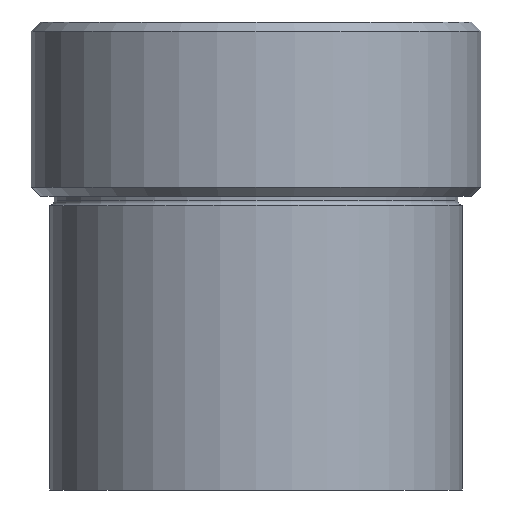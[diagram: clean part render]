
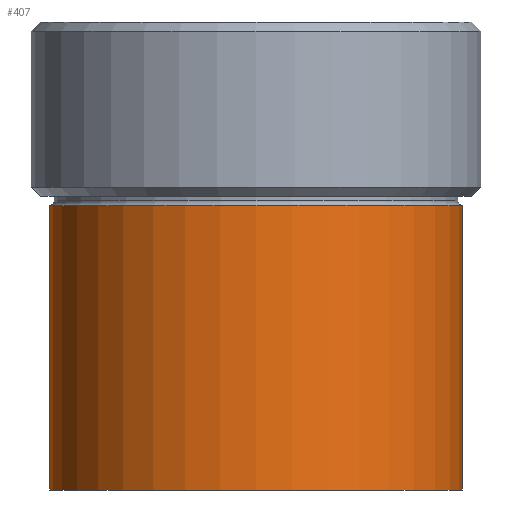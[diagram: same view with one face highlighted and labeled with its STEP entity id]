
A CAD part, front view. The second image highlights one B-rep face of the part: STEP entity #407.
In plain terms, the highlighted cylindrical face has radius 22.5 mm (diameter 45 mm), a partial arc.
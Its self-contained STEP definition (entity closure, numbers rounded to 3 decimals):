
#13 = CARTESIAN_POINT ( 'NONE',  ( -22.5, 0., -51. ) ) ;
#14 = FACE_OUTER_BOUND ( 'NONE', #509, .T. ) ;
#21 = CARTESIAN_POINT ( 'NONE',  ( -22.5, 0., -20. ) ) ;
#26 = ORIENTED_EDGE ( 'NONE', *, *, #170, .F. ) ;
#33 = DIRECTION ( 'NONE',  ( 0., 0., 1. ) ) ;
#53 = VERTEX_POINT ( 'NONE', #21 ) ;
#90 = EDGE_CURVE ( 'NONE', #377, #110, #476, .T. ) ;
#110 = VERTEX_POINT ( 'NONE', #484 ) ;
#122 = CARTESIAN_POINT ( 'NONE',  ( 22.5, 0., 0. ) ) ;
#127 = AXIS2_PLACEMENT_3D ( 'NONE', #527, #279, #285 ) ;
#167 = LINE ( 'NONE', #122, #530 ) ;
#170 = EDGE_CURVE ( 'NONE', #377, #53, #238, .T. ) ;
#185 = ORIENTED_EDGE ( 'NONE', *, *, #226, .T. ) ;
#226 = EDGE_CURVE ( 'NONE', #110, #464, #167, .T. ) ;
#227 = CARTESIAN_POINT ( 'NONE',  ( 0., 0., 0. ) ) ;
#238 = LINE ( 'NONE', #398, #252 ) ;
#240 = AXIS2_PLACEMENT_3D ( 'NONE', #422, #462, #330 ) ;
#246 = DIRECTION ( 'NONE',  ( 0., 0., 1. ) ) ;
#248 = EDGE_CURVE ( 'NONE', #53, #464, #307, .T. ) ;
#252 = VECTOR ( 'NONE', #246, 1000. ) ;
#279 = DIRECTION ( 'NONE',  ( 0., 0., 1. ) ) ;
#285 = DIRECTION ( 'NONE',  ( 1., 0., 0. ) ) ;
#307 = CIRCLE ( 'NONE', #240, 22.5 ) ;
#312 = DIRECTION ( 'NONE',  ( 1., 0., 0. ) ) ;
#319 = ORIENTED_EDGE ( 'NONE', *, *, #90, .T. ) ;
#330 = DIRECTION ( 'NONE',  ( 1., 0., 0. ) ) ;
#342 = CYLINDRICAL_SURFACE ( 'NONE', #450, 22.5 ) ;
#349 = DIRECTION ( 'NONE',  ( 0., 0., 1. ) ) ;
#355 = ORIENTED_EDGE ( 'NONE', *, *, #248, .F. ) ;
#377 = VERTEX_POINT ( 'NONE', #13 ) ;
#398 = CARTESIAN_POINT ( 'NONE',  ( -22.5, 0., 0. ) ) ;
#407 = ADVANCED_FACE ( 'NONE', ( #14 ), #342, .T. ) ;
#422 = CARTESIAN_POINT ( 'NONE',  ( 0., 0., -20. ) ) ;
#450 = AXIS2_PLACEMENT_3D ( 'NONE', #227, #349, #312 ) ;
#462 = DIRECTION ( 'NONE',  ( 0., 0., 1. ) ) ;
#464 = VERTEX_POINT ( 'NONE', #468 ) ;
#468 = CARTESIAN_POINT ( 'NONE',  ( 22.5, 0., -20. ) ) ;
#476 = CIRCLE ( 'NONE', #127, 22.5 ) ;
#484 = CARTESIAN_POINT ( 'NONE',  ( 22.5, 0., -51. ) ) ;
#509 = EDGE_LOOP ( 'NONE', ( #26, #319, #185, #355 ) ) ;
#527 = CARTESIAN_POINT ( 'NONE',  ( 0., 0., -51. ) ) ;
#530 = VECTOR ( 'NONE', #33, 1000. ) ;
